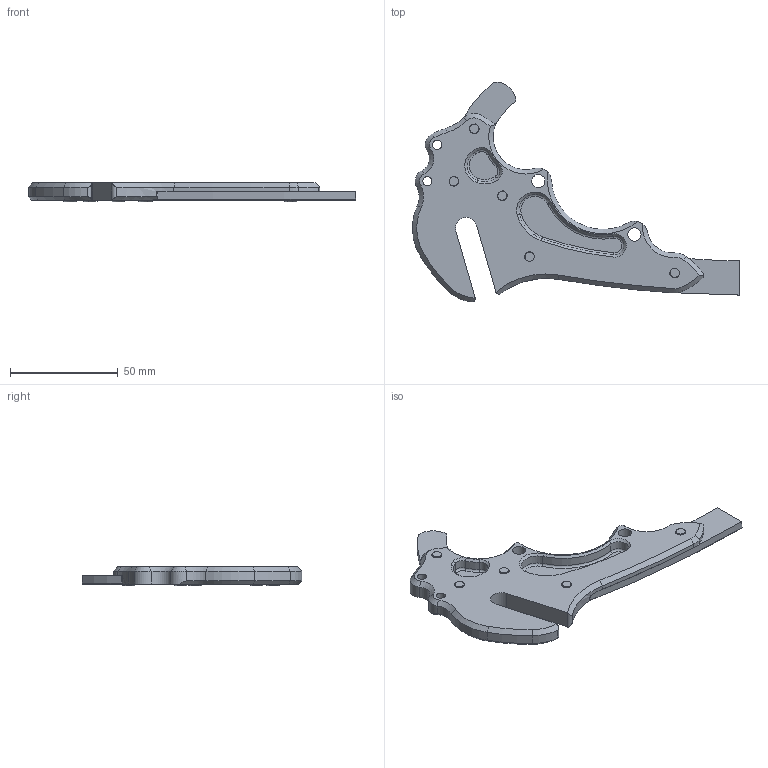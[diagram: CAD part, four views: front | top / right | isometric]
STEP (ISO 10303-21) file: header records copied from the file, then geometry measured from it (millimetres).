
FILE_DESCRIPTION (( 'STEP AP214' ), '1' );
FILE_NAME ('PA432.STEP', '2014-01-02T19:58:27', ( '' ), ( '' ), 'SwSTEP 2.0', 'SolidWorks 2012', '' );
FILE_SCHEMA (( 'AUTOMOTIVE_DESIGN' ));
Length unit declared in the file: millimetre
Products named in the file (5): M5x8OHCS_90258A246; PD000UL; PA432; PD000LL
Assembly tree (8 placements, depth 2):
  PA432
    PD000LL
    PA432
    PD000UL
    M5x8OHCS_90258A246  x5
Bounding box: 151.82 x 102.1 x 9.26 mm (x, y, z)
Volume: 40310.9 mm3; surface area: 24484.4 mm2
Topology: 8 solids, 8 shells, 432 faces, 1123 edges, 714 vertices
Faces by surface type: cylinder 226, cone 154, plane 30, torus 16, sphere 5, bspline 1
Full cylindrical faces by diameter (mm): 3.3 x5, 4.2 x2, 4.342 x30, 5 x30, 5.3 x5, 6.2 x2
Entity records: 8332 total; most frequent: CARTESIAN_POINT 2464, DIRECTION 1285, ORIENTED_EDGE 1086, AXIS2_PLACEMENT_3D 561, EDGE_CURVE 543, VERTEX_POINT 363, EDGE_LOOP 320, CIRCLE 312
